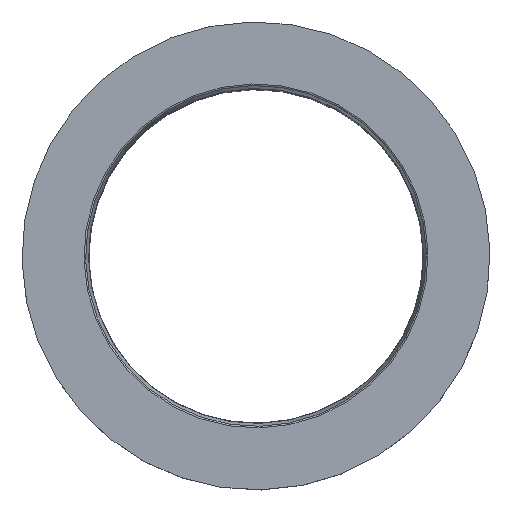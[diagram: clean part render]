
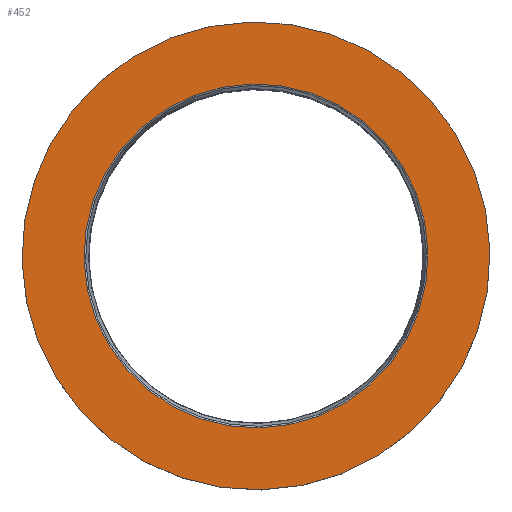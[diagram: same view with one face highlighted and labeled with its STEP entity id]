
A CAD part, top view. The second image highlights one B-rep face of the part: STEP entity #452.
In plain terms, the highlighted planar face has unit normal (0, 0, 1).
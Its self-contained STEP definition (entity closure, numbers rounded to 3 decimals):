
#215=CARTESIAN_POINT('Vertex',(-61.431,33.56,20.)) ;
#218=CARTESIAN_POINT('Axis2P3D Location',(0.,0.,20.)) ;
#222=CARTESIAN_POINT('Vertex',(61.431,-33.56,20.)) ;
#242=CARTESIAN_POINT('Axis2P3D Location',(0.,0.,20.)) ;
#259=CARTESIAN_POINT('Axis2P3D Location',(0.,0.,20.)) ;
#263=CARTESIAN_POINT('Vertex',(-45.156,24.669,20.)) ;
#265=CARTESIAN_POINT('Vertex',(45.156,-24.669,20.)) ;
#294=CARTESIAN_POINT('Axis2P3D Location',(0.,0.,20.)) ;
#439=CARTESIAN_POINT('Axis2P3D Location',(-51.455,0.,20.)) ;
#219=DIRECTION('Axis2P3D Direction',(0.,0.,-1.)) ;
#243=DIRECTION('Axis2P3D Direction',(0.,0.,-1.)) ;
#260=DIRECTION('Axis2P3D Direction',(0.,0.,-1.)) ;
#295=DIRECTION('Axis2P3D Direction',(0.,0.,-1.)) ;
#440=DIRECTION('Axis2P3D Direction',(0.,0.,-1.)) ;
#441=DIRECTION('Axis2P3D XDirection',(1.,0.,0.)) ;
#220=AXIS2_PLACEMENT_3D('Circle Axis2P3D',#218,#219,$) ;
#244=AXIS2_PLACEMENT_3D('Circle Axis2P3D',#242,#243,$) ;
#261=AXIS2_PLACEMENT_3D('Circle Axis2P3D',#259,#260,$) ;
#296=AXIS2_PLACEMENT_3D('Circle Axis2P3D',#294,#295,$) ;
#442=AXIS2_PLACEMENT_3D('Plane Axis2P3D',#439,#440,#441) ;
#445=ORIENTED_EDGE('',*,*,#224,.F.) ;
#446=ORIENTED_EDGE('',*,*,#246,.F.) ;
#449=ORIENTED_EDGE('',*,*,#298,.T.) ;
#450=ORIENTED_EDGE('',*,*,#267,.T.) ;
#451=FACE_BOUND('',#448,.T.) ;
#452=ADVANCED_FACE('PartBody',(#447,#451),#443,.F.) ;
#221=CIRCLE('generated circle',#220,70.) ;
#245=CIRCLE('generated circle',#244,70.) ;
#262=CIRCLE('generated circle',#261,51.455) ;
#297=CIRCLE('generated circle',#296,51.455) ;
#224=EDGE_CURVE('',#216,#223,#221,.T.) ;
#246=EDGE_CURVE('',#223,#216,#245,.T.) ;
#267=EDGE_CURVE('',#264,#266,#262,.T.) ;
#298=EDGE_CURVE('',#266,#264,#297,.T.) ;
#444=EDGE_LOOP('',(#445,#446)) ;
#448=EDGE_LOOP('',(#449,#450)) ;
#447=FACE_OUTER_BOUND('',#444,.T.) ;
#443=PLANE('Plane',#442) ;
#216=VERTEX_POINT('',#215) ;
#223=VERTEX_POINT('',#222) ;
#264=VERTEX_POINT('',#263) ;
#266=VERTEX_POINT('',#265) ;
